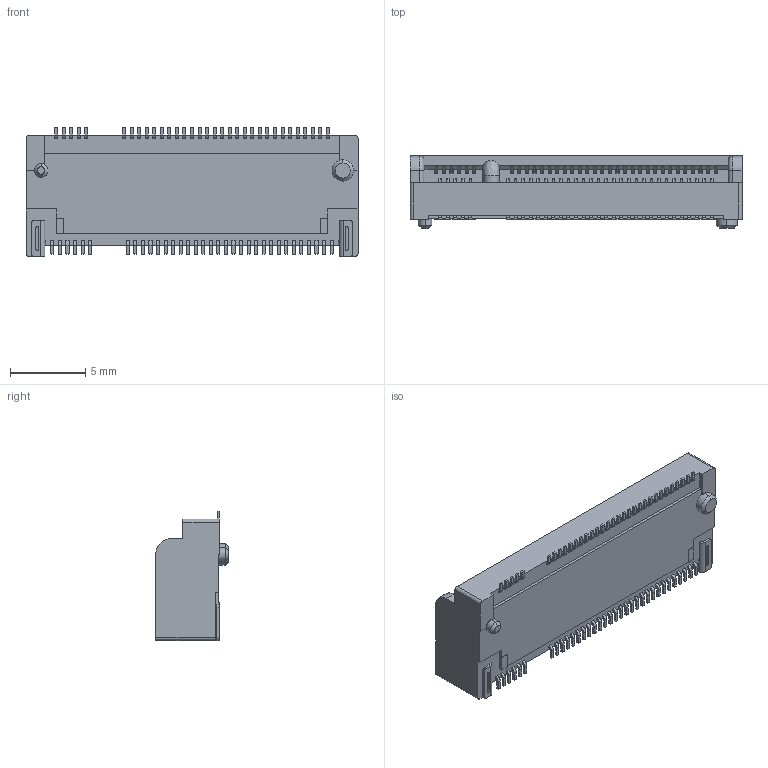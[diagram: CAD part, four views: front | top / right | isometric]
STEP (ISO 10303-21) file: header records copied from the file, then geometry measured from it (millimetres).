
FILE_DESCRIPTION(/* description */ (''),/* implementation_level */ '2;1');
FILE_NAME(/* name */ 'M-mdt420b0x001-REVG1 v3.step',/* time_stamp */ '2021-02-11T22:23:58+01:00',/* author */ (''),/* organization */ (''),/* preprocessor_version */ 'ST-DEVELOPER v18.1',/* originating_system */ 'Autodesk Translation Framework v9.7.1.1290',/* authorisation */ '');
FILE_SCHEMA (('AUTOMOTIVE_DESIGN { 1 0 10303 214 3 1 1 }'));
Products named in the file (1630): M-mdt420b0x001-REVG1; M-mdt420b0x001-REVG1_1; Component2; Component3; Component4; Component5; Component6; Component7; Component8; Component9; Component10; Component11; Component12; Component13; Component14; Component15; Component16; Component17; Component18; Component19; Component20; Component21; Component22; Component23; Component24; Component25; Component26; Component27; Component28; Component29; Component30; Component31; Component32; Component33; Component34; Component35; Component36; Component37; Component38; Component39 ...
Assembly tree (1629 placements, depth 3):
  M-mdt420b0x001-REVG1
    M-mdt420b0x001-REVG1_1
      Component2
      Component3
      Component4
      Component5
      Component6
      Component7
      Component8
      Component9
      Component10
      Component11
      Component12
      Component13
      Component14
      Component15
      Component16
      Component17
      Component18
      Component19
      Component20
      Component21
      Component22
      Component23
      Component24
      Component25
      Component26
      Component27
      Component28
      Component29
      Component30
      Component31
      Component32
      Component33
      Component34
      Component35
      Component36
      Component37
      Component38
      Component39
      Component40
      Component41
      Component42
      Component43
      Component44
      Component45
      Component46
      Component47
      Component48
      Component49
      Component50
      Component51
      Component52
      Component53
      Component54
      Component55
      Component56
      Component57
      Component58
      Component59
Bounding box: 22 x 4.8 x 8.55 mm (x, y, z)
Surface area: 735.5 mm2 (no closed solid volume)
Topology: 0 solids, 1628 shells, 1628 faces, 9218 edges, 9218 vertices
Faces by surface type: plane 1244, cylinder 377, cone 4, torus 2, bspline 1
Entity records: 144571 total; most frequent: CARTESIAN_POINT 23895, DIRECTION 20500, VERTEX_POINT 9218, EDGE_CURVE 9218, ORIENTED_EDGE 9218, LINE 7396, VECTOR 7396, AXIS2_PLACEMENT_3D 6552
